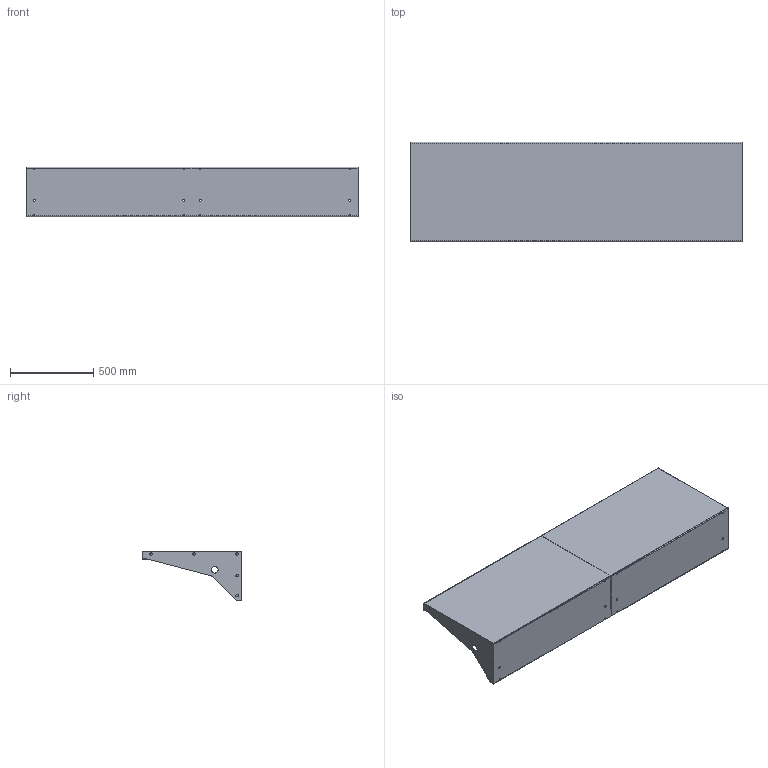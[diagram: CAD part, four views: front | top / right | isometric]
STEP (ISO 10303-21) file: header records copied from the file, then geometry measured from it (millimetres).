
FILE_DESCRIPTION (( 'STEP AP203' ), '1' );
FILE_NAME ('CRS3_600_2000.STEP', '2019-12-04T10:50:21', ( '' ), ( '' ), 'SwSTEP 2.0', 'SolidWorks 2019', '' );
FILE_SCHEMA (( 'CONFIG_CONTROL_DESIGN' ));
Length unit declared in the file: millimetre
Products named in the file (4): CR3_600 Con. Straight m; CRS3_600_2000_Wall; CRS3_600_2000; CR3_600 Con. Str
Assembly tree (4 placements, depth 2):
  CRS3_600_2000
    CRS3_600_2000_Wall
    CR3_600 Con. Str  x2
    CR3_600 Con. Straight m
Bounding box: 2000 x 600 x 300 mm (x, y, z)
Volume: 6519449.4 mm3; surface area: 4381986.6 mm2
Topology: 4 solids, 4 shells, 133 faces, 351 edges, 218 vertices
Faces by surface type: plane 69, cylinder 64
Entity records: 3738 total; most frequent: DIRECTION 602, CARTESIAN_POINT 557, ORIENTED_EDGE 552, EDGE_CURVE 276, AXIS2_PLACEMENT_3D 213, LINE 176, VECTOR 176, VERTEX_POINT 168
